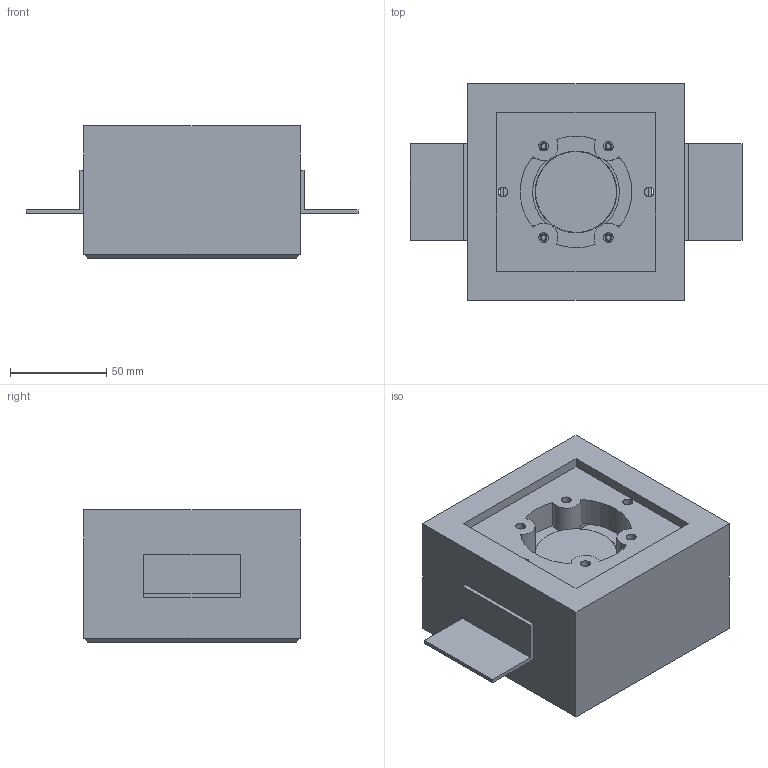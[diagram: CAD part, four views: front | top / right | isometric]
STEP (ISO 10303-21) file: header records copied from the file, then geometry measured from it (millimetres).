
FILE_DESCRIPTION(/* description */ (''),/* implementation_level */ '2;1');
FILE_NAME(/* name */ 'T381_Filiatra',/* time_stamp */ '2022-03-24T15:21:20+01:00',/* author */ (''),/* organization */ (''),/* preprocessor_version */ 'ST-DEVELOPER v16.5',/* originating_system */ '',/* authorisation */ '');
FILE_SCHEMA (('AUTOMOTIVE_DESIGN'));
Length unit declared in the file: millimetre
Products named in the file (1): Document
Bounding box: 172.5 x 112.5 x 68.64 mm (x, y, z)
Volume: 578850 mm3; surface area: 119666.2 mm2
Topology: 12 solids, 12 shells, 207 faces, 470 edges, 308 vertices
Faces by surface type: bspline 110, plane 97
Entity records: 6183 total; most frequent: CARTESIAN_POINT 3144, ORIENTED_EDGE 940, EDGE_CURVE 470, VERTEX_POINT 308, EDGE_LOOP 252, ADVANCED_FACE 207, FACE_OUTER_BOUND 207, B_SPLINE_CURVE_WITH_KNOTS 197
